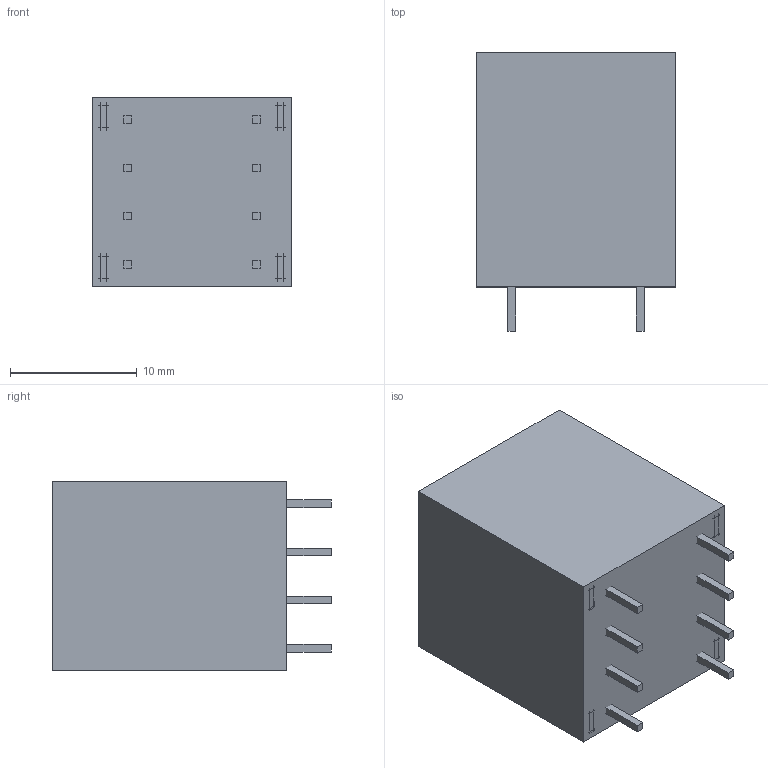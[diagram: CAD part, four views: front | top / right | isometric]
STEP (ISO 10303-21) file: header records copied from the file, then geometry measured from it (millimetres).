
FILE_DESCRIPTION (( 'STEP AP203' ), '1' );
FILE_NAME ('EE13-6-6_5449.STEP', '2015-01-22T15:23:32', ( 'Administrator' ), ( 'Wuerth Elektronik GmbH' ), 'SwSTEP 2.0', 'SolidWorks 2014', '' );
FILE_SCHEMA (( 'CONFIG_CONTROL_DESIGN' ));
Length unit declared in the file: millimetre
Products named in the file (6): 070-5449_INTF; 070-5449_6A; 070-5449_coil; 150-0560_6J; 440-9986-0560; EE13-6-6_5449
Assembly tree (6 placements, depth 2):
  EE13-6-6_5449
    070-5449_INTF
    070-5449_6A
    070-5449_coil
    150-0560_6J  x2
    440-9986-0560
Bounding box: 15.75 x 22.01 x 15 mm (x, y, z)
Surface area: 5228.4 mm2
Topology: 6 solids, 6 shells, 712 faces, 1755 edges, 1021 vertices
Faces by surface type: cylinder 277, plane 270, torus 94, bspline 38, sphere 33
Entity records: 21581 total; most frequent: CARTESIAN_POINT 4800, DIRECTION 3488, ORIENTED_EDGE 3354, EDGE_CURVE 1677, AXIS2_PLACEMENT_3D 1259, VERTEX_POINT 997, VECTOR 970, LINE 970
